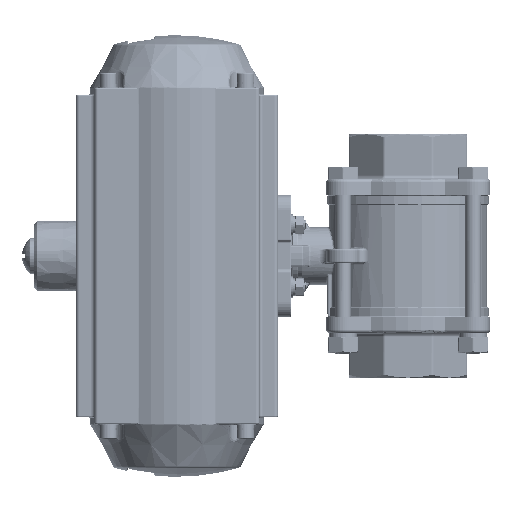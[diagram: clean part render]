
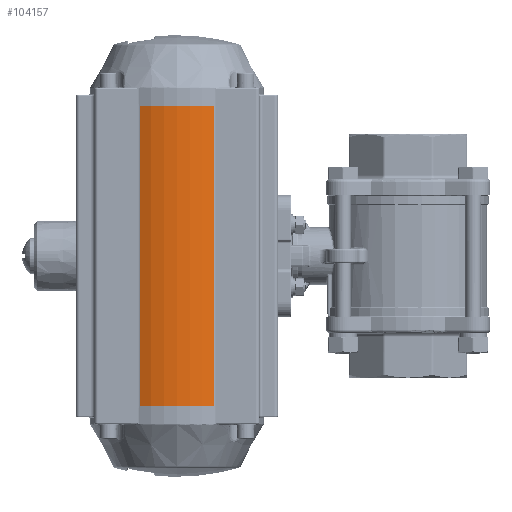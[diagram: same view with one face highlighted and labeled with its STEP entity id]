
A CAD part, left-side view. The second image highlights one B-rep face of the part: STEP entity #104157.
In plain terms, the highlighted cylindrical face has radius 49.5 mm (diameter 99 mm), a partial arc.
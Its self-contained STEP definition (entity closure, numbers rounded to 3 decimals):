
#11706 = EDGE_CURVE ( 'NONE', #286670, #409696, #332673, .T. ) ;
#47011 = CYLINDRICAL_SURFACE ( 'NONE', #166474, 49.5 ) ;
#48082 = VECTOR ( 'NONE', #362138, 1000. ) ;
#51782 = EDGE_CURVE ( 'NONE', #451873, #286670, #270406, .T. ) ;
#52684 = EDGE_LOOP ( 'NONE', ( #383601, #59161, #205773, #277502 ) ) ;
#59161 = ORIENTED_EDGE ( 'NONE', *, *, #420324, .T. ) ;
#65822 = DIRECTION ( 'NONE',  ( 0., 0., 1. ) ) ;
#82634 = CARTESIAN_POINT ( 'NONE',  ( -44.694, 110.524, -85.75 ) ) ;
#99501 = FACE_OUTER_BOUND ( 'NONE', #52684, .T. ) ;
#104157 = ADVANCED_FACE ( 'NONE', ( #99501 ), #47011, .T. ) ;
#166474 = AXIS2_PLACEMENT_3D ( 'NONE', #400402, #65822, #402207 ) ;
#205773 = ORIENTED_EDGE ( 'NONE', *, *, #483500, .F. ) ;
#224413 = CARTESIAN_POINT ( 'NONE',  ( 0., 131.8, 85.75 ) ) ;
#234135 = CARTESIAN_POINT ( 'NONE',  ( 0., 131.8, -85.75 ) ) ;
#235186 = CARTESIAN_POINT ( 'NONE',  ( -44.694, 110.524, 85.75 ) ) ;
#266453 = DIRECTION ( 'NONE',  ( 1., 0., 0. ) ) ;
#270406 = LINE ( 'NONE', #488431, #48082 ) ;
#271668 = CARTESIAN_POINT ( 'NONE',  ( -44.694, 153.076, -85.75 ) ) ;
#276242 = DIRECTION ( 'NONE',  ( 1., 0., 0. ) ) ;
#277502 = ORIENTED_EDGE ( 'NONE', *, *, #51782, .T. ) ;
#281449 = AXIS2_PLACEMENT_3D ( 'NONE', #224413, #517071, #266453 ) ;
#286670 = VERTEX_POINT ( 'NONE', #271668 ) ;
#328762 = AXIS2_PLACEMENT_3D ( 'NONE', #234135, #526958, #276242 ) ;
#332673 = CIRCLE ( 'NONE', #328762, 49.5 ) ;
#339320 = CIRCLE ( 'NONE', #281449, 49.5 ) ;
#351456 = LINE ( 'NONE', #448548, #449731 ) ;
#362138 = DIRECTION ( 'NONE',  ( 0., 0., -1. ) ) ;
#378636 = VERTEX_POINT ( 'NONE', #235186 ) ;
#383601 = ORIENTED_EDGE ( 'NONE', *, *, #11706, .T. ) ;
#400402 = CARTESIAN_POINT ( 'NONE',  ( 0., 131.8, -85.75 ) ) ;
#402207 = DIRECTION ( 'NONE',  ( 1., 0., 0. ) ) ;
#409696 = VERTEX_POINT ( 'NONE', #82634 ) ;
#420324 = EDGE_CURVE ( 'NONE', #409696, #378636, #351456, .T. ) ;
#448548 = CARTESIAN_POINT ( 'NONE',  ( -44.694, 110.524, -85.75 ) ) ;
#449731 = VECTOR ( 'NONE', #490555, 1000. ) ;
#451873 = VERTEX_POINT ( 'NONE', #524373 ) ;
#483500 = EDGE_CURVE ( 'NONE', #451873, #378636, #339320, .T. ) ;
#488431 = CARTESIAN_POINT ( 'NONE',  ( -44.694, 153.076, -85.75 ) ) ;
#490555 = DIRECTION ( 'NONE',  ( 0., 0., 1. ) ) ;
#517071 = DIRECTION ( 'NONE',  ( 0., 0., 1. ) ) ;
#524373 = CARTESIAN_POINT ( 'NONE',  ( -44.694, 153.076, 85.75 ) ) ;
#526958 = DIRECTION ( 'NONE',  ( 0., 0., 1. ) ) ;
